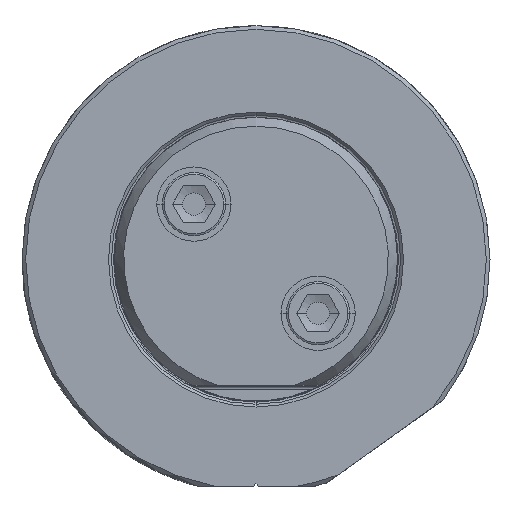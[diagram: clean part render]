
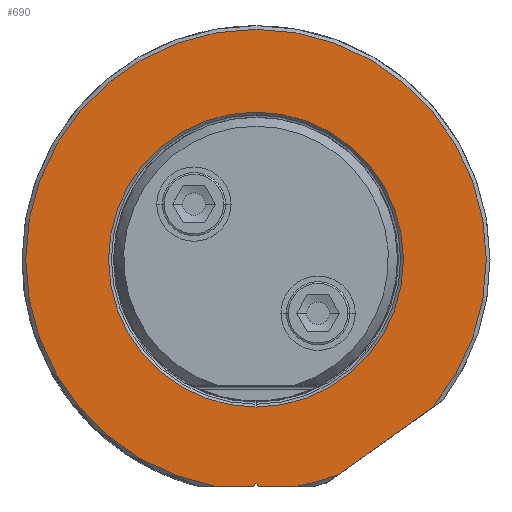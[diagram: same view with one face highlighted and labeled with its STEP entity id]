
A CAD part, top view. The second image highlights one B-rep face of the part: STEP entity #690.
In plain terms, the highlighted planar face has unit normal (0, 0, 1).
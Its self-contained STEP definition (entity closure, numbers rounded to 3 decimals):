
#222=PLANE('',#6210);
#690=ADVANCED_FACE('',(#1030,#1031),#222,.T.);
#1030=FACE_BOUND('',#1171,.T.);
#1031=FACE_BOUND('',#1172,.T.);
#1171=EDGE_LOOP('',(#3309,#3310,#3311,#3312,#3313,#3314,#3315,#3316));
#1172=EDGE_LOOP('',(#3317,#3318));
#1496=CIRCLE('',#6204,31.);
#1497=CIRCLE('',#6206,31.);
#1498=CIRCLE('',#6207,31.);
#1499=CIRCLE('',#6208,19.85);
#1500=CIRCLE('',#6209,19.85);
#1812=LINE('',#12704,#2141);
#1815=LINE('',#12728,#2144);
#1816=LINE('',#12730,#2145);
#1817=LINE('',#12732,#2146);
#1818=LINE('',#12734,#2147);
#2141=VECTOR('',#7262,1.);
#2144=VECTOR('',#7279,1.);
#2145=VECTOR('',#7280,1.);
#2146=VECTOR('',#7281,1.);
#2147=VECTOR('',#7282,1.);
#3309=ORIENTED_EDGE('',*,*,#5315,.T.);
#3310=ORIENTED_EDGE('',*,*,#5309,.T.);
#3311=ORIENTED_EDGE('',*,*,#5316,.T.);
#3312=ORIENTED_EDGE('',*,*,#5317,.T.);
#3313=ORIENTED_EDGE('',*,*,#5318,.F.);
#3314=ORIENTED_EDGE('',*,*,#5319,.T.);
#3315=ORIENTED_EDGE('',*,*,#5320,.T.);
#3316=ORIENTED_EDGE('',*,*,#5321,.F.);
#3317=ORIENTED_EDGE('',*,*,#5322,.T.);
#3318=ORIENTED_EDGE('',*,*,#5323,.T.);
#4617=VERTEX_POINT('',#12703);
#4618=VERTEX_POINT('',#12705);
#4621=VERTEX_POINT('',#12721);
#4622=VERTEX_POINT('',#12725);
#4623=VERTEX_POINT('',#12727);
#4624=VERTEX_POINT('',#12729);
#4625=VERTEX_POINT('',#12731);
#4626=VERTEX_POINT('',#12733);
#4627=VERTEX_POINT('',#12736);
#4628=VERTEX_POINT('',#12737);
#5309=EDGE_CURVE('',#4618,#4617,#1812,.T.);
#5315=EDGE_CURVE('',#4621,#4618,#1496,.T.);
#5316=EDGE_CURVE('',#4617,#4622,#1497,.T.);
#5317=EDGE_CURVE('',#4622,#4623,#1498,.T.);
#5318=EDGE_CURVE('',#4624,#4623,#1815,.T.);
#5319=EDGE_CURVE('',#4624,#4625,#1816,.T.);
#5320=EDGE_CURVE('',#4625,#4626,#1817,.T.);
#5321=EDGE_CURVE('',#4621,#4626,#1818,.T.);
#5322=EDGE_CURVE('',#4627,#4628,#1499,.T.);
#5323=EDGE_CURVE('',#4628,#4627,#1500,.T.);
#6204=AXIS2_PLACEMENT_3D('',#12722,#7271,#7272);
#6206=AXIS2_PLACEMENT_3D('',#12724,#7275,#7276);
#6207=AXIS2_PLACEMENT_3D('',#12726,#7277,#7278);
#6208=AXIS2_PLACEMENT_3D('',#12735,#7283,#7284);
#6209=AXIS2_PLACEMENT_3D('',#12738,#7285,#7286);
#6210=AXIS2_PLACEMENT_3D('',#12739,#7287,#7288);
#7262=DIRECTION('',(0.814,0.58,0.));
#7271=DIRECTION('',(0.,0.,1.));
#7272=DIRECTION('',(0.179,-0.984,0.));
#7275=DIRECTION('',(0.,0.,1.));
#7276=DIRECTION('',(0.767,-0.642,0.));
#7277=DIRECTION('',(0.,0.,1.));
#7278=DIRECTION('',(0.,1.,0.));
#7279=DIRECTION('',(-1.,0.,0.));
#7280=DIRECTION('',(0.707,0.707,0.));
#7281=DIRECTION('',(0.707,-0.707,0.));
#7282=DIRECTION('',(-1.,0.,0.));
#7283=DIRECTION('',(0.,0.,-1.));
#7284=DIRECTION('',(0.,-1.,0.));
#7285=DIRECTION('',(0.,0.,-1.));
#7286=DIRECTION('',(0.,1.,0.));
#7287=DIRECTION('',(0.,0.,1.));
#7288=DIRECTION('',(0.,-1.,0.));
#12703=CARTESIAN_POINT('',(23.774,-19.895,0.));
#12704=CARTESIAN_POINT('',(11.055,-28.962,0.));
#12705=CARTESIAN_POINT('',(11.055,-28.962,0.));
#12721=CARTESIAN_POINT('',(5.545,-30.5,0.));
#12722=CARTESIAN_POINT('',(0.,0.,0.));
#12724=CARTESIAN_POINT('',(0.,0.,0.));
#12725=CARTESIAN_POINT('',(0.,31.,0.));
#12726=CARTESIAN_POINT('',(0.,0.,0.));
#12727=CARTESIAN_POINT('',(-5.545,-30.5,0.));
#12728=CARTESIAN_POINT('',(-0.354,-30.5,0.));
#12729=CARTESIAN_POINT('',(-0.354,-30.5,0.));
#12730=CARTESIAN_POINT('',(-0.354,-30.5,0.));
#12731=CARTESIAN_POINT('',(0.,-30.146,0.));
#12732=CARTESIAN_POINT('',(0.,-30.146,0.));
#12733=CARTESIAN_POINT('',(0.354,-30.5,0.));
#12734=CARTESIAN_POINT('',(5.545,-30.5,0.));
#12735=CARTESIAN_POINT('',(0.,0.,0.));
#12736=CARTESIAN_POINT('',(0.,-19.85,0.));
#12737=CARTESIAN_POINT('',(0.,19.85,0.));
#12738=CARTESIAN_POINT('',(0.,0.,0.));
#12739=CARTESIAN_POINT('',(0.,0.25,0.));
